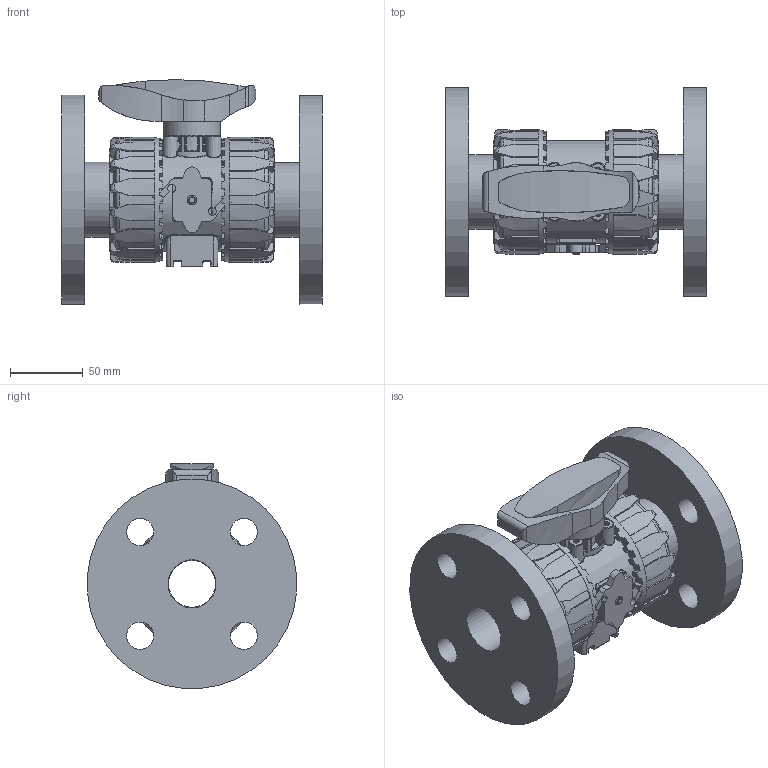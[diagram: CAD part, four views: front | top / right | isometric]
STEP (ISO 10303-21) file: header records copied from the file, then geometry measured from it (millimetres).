
FILE_DESCRIPTION(/* description */ (''),/* implementation_level */ '2;1');
FILE_NAME(/* name */ 'VKDOV040E.iam.stp',/* time_stamp */ '2013-10-01T10:38:02+02:00',/* author */ ('bfaro'),/* organization */ (''),/* preprocessor_version */ 'ST-DEVELOPER v15.2',/* originating_system */ 'Autodesk Inventor 2014',/* authorisation */ '');
FILE_SCHEMA (('AUTOMOTIVE_DESIGN { 1 0 10303 214 3 1 1 }'));
Products named in the file (6): cassa VKD_40; Arpione 40-50; NTVKD040V; SETFLOV040; 1MNC040; VKDOV040E
Bounding box: 178.9 x 143.45 x 154.25 mm (x, y, z)
Volume: 1081519.8 mm3; surface area: 211974.3 mm2
Topology: 7 solids, 7 shells, 1360 faces, 3531 edges, 2146 vertices
Faces by surface type: plane 527, cylinder 417, bspline 170, torus 102, sphere 80, cone 64
Full cylindrical faces by diameter (mm): 3.1 x4, 4.2 x4, 4.3 x1, 5 x1, 6.654 x1, 7 x1, 8 x2, 18.7 x8, 19 x1, 32.1 x1, 32.9 x2, 36.9 x1, 38.974 x1, 44.4 x1, 51.5 x2, 57.7 x2, 63.5 x2, 66.7 x2, 70.3 x2, 70.4 x1, 144 x2
Entity records: 49521 total; most frequent: CARTESIAN_POINT 25369, DIRECTION 5119, ORIENTED_EDGE 5034, EDGE_CURVE 2517, AXIS2_PLACEMENT_3D 2134, VERTEX_POINT 1544, EDGE_LOOP 1135, ADVANCED_FACE 1051
